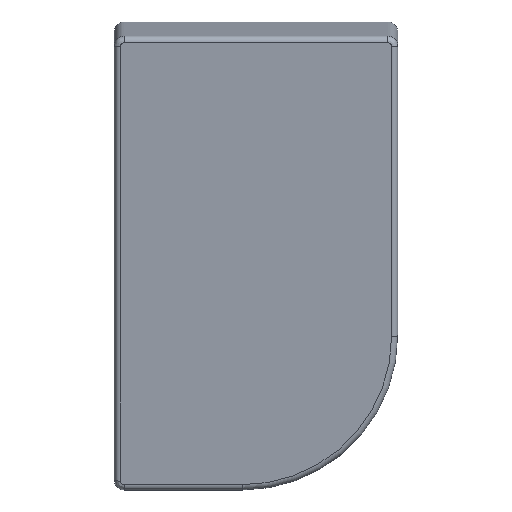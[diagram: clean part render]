
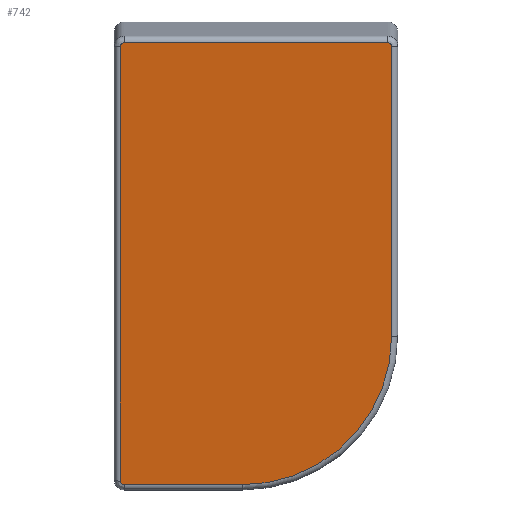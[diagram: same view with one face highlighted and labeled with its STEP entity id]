
A CAD part, top view. The second image highlights one B-rep face of the part: STEP entity #742.
In plain terms, the highlighted planar face has unit normal (0, -0.131, 0.991).
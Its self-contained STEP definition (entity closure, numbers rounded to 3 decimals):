
#24=PLANE('',#821);
#72=FACE_OUTER_BOUND('',#119,.T.);
#119=EDGE_LOOP('',(#609,#610,#611,#612,#613,#614,#615,#616));
#152=CIRCLE('',#800,0.15);
#156=CIRCLE('',#805,0.15);
#160=CIRCLE('',#810,0.15);
#164=CIRCLE('',#816,6.15);
#229=LINE('',#1576,#267);
#230=LINE('',#1592,#268);
#232=LINE('',#1612,#270);
#233=LINE('',#1620,#271);
#267=VECTOR('',#962,10.);
#268=VECTOR('',#971,10.);
#270=VECTOR('',#983,10.);
#271=VECTOR('',#994,10.);
#333=VERTEX_POINT('',#1568);
#334=VERTEX_POINT('',#1570);
#335=VERTEX_POINT('',#1574);
#336=VERTEX_POINT('',#1586);
#337=VERTEX_POINT('',#1590);
#338=VERTEX_POINT('',#1602);
#340=VERTEX_POINT('',#1608);
#342=VERTEX_POINT('',#1614);
#423=EDGE_CURVE('',#333,#334,#152,.T.);
#426=EDGE_CURVE('',#334,#335,#229,.T.);
#428=EDGE_CURVE('',#335,#336,#156,.T.);
#430=EDGE_CURVE('',#336,#337,#230,.T.);
#433=EDGE_CURVE('',#337,#338,#160,.T.);
#436=EDGE_CURVE('',#338,#340,#232,.T.);
#439=EDGE_CURVE('',#340,#342,#164,.T.);
#440=EDGE_CURVE('',#342,#333,#233,.T.);
#609=ORIENTED_EDGE('',*,*,#423,.F.);
#610=ORIENTED_EDGE('',*,*,#440,.F.);
#611=ORIENTED_EDGE('',*,*,#439,.F.);
#612=ORIENTED_EDGE('',*,*,#436,.F.);
#613=ORIENTED_EDGE('',*,*,#433,.F.);
#614=ORIENTED_EDGE('',*,*,#430,.F.);
#615=ORIENTED_EDGE('',*,*,#428,.F.);
#616=ORIENTED_EDGE('',*,*,#426,.F.);
#742=ADVANCED_FACE('',(#72),#24,.T.);
#800=AXIS2_PLACEMENT_3D('',#1571,#954,#955);
#805=AXIS2_PLACEMENT_3D('',#1588,#965,#966);
#810=AXIS2_PLACEMENT_3D('',#1606,#976,#977);
#816=AXIS2_PLACEMENT_3D('',#1618,#990,#991);
#821=AXIS2_PLACEMENT_3D('',#1628,#1005,#1006);
#954=DIRECTION('center_axis',(0.,0.131,-0.991));
#955=DIRECTION('ref_axis',(-0.707,-0.701,-0.092));
#962=DIRECTION('',(0.,0.991,0.131));
#965=DIRECTION('center_axis',(0.,0.131,-0.991));
#966=DIRECTION('ref_axis',(-0.707,0.701,0.092));
#971=DIRECTION('',(1.,0.,0.));
#976=DIRECTION('center_axis',(0.,0.131,-0.991));
#977=DIRECTION('ref_axis',(0.707,0.701,0.092));
#983=DIRECTION('',(0.,-0.991,-0.131));
#990=DIRECTION('center_axis',(0.,0.131,-0.991));
#991=DIRECTION('ref_axis',(0.707,-0.701,-0.092));
#994=DIRECTION('',(-1.,0.,0.));
#1005=DIRECTION('center_axis',(0.,-0.131,0.991));
#1006=DIRECTION('ref_axis',(1.,0.,0.));
#1568=CARTESIAN_POINT('',(90.15,-35.179,22.302));
#1570=CARTESIAN_POINT('',(90.,-35.03,22.322));
#1571=CARTESIAN_POINT('Origin',(90.15,-35.03,22.322));
#1574=CARTESIAN_POINT('',(90.,-17.146,24.676));
#1576=CARTESIAN_POINT('',(90.,-30.807,22.878));
#1586=CARTESIAN_POINT('',(90.15,-16.997,24.696));
#1588=CARTESIAN_POINT('Origin',(90.15,-17.146,24.676));
#1590=CARTESIAN_POINT('',(101.013,-16.997,24.696));
#1592=CARTESIAN_POINT('',(92.616,-16.997,24.696));
#1602=CARTESIAN_POINT('',(101.163,-17.146,24.676));
#1606=CARTESIAN_POINT('Origin',(101.013,-17.146,24.676));
#1608=CARTESIAN_POINT('',(101.163,-29.081,23.105));
#1612=CARTESIAN_POINT('',(101.163,-21.369,24.12));
#1614=CARTESIAN_POINT('',(95.013,-35.179,22.302));
#1618=CARTESIAN_POINT('Origin',(95.013,-29.081,23.105));
#1620=CARTESIAN_POINT('',(95.297,-35.179,22.302));
#1628=CARTESIAN_POINT('Origin',(95.581,-26.088,23.499));
